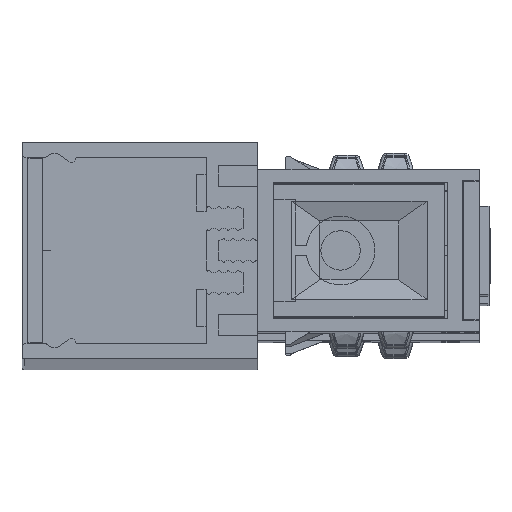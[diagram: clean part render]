
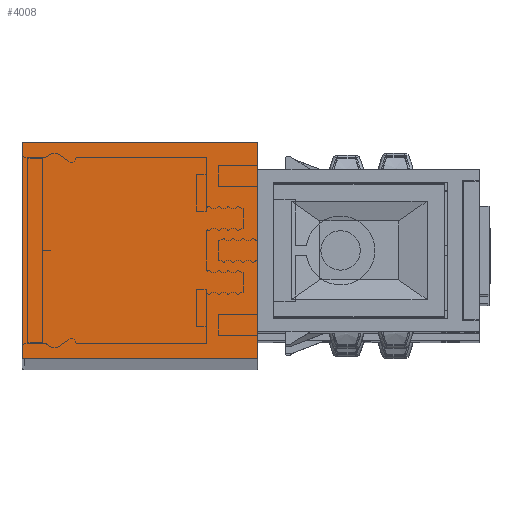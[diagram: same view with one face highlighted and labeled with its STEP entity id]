
A CAD part, top view. The second image highlights one B-rep face of the part: STEP entity #4008.
In plain terms, the highlighted planar face has unit normal (0, 0, 1).
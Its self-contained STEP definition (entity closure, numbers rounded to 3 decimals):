
#168=DIRECTION('',(1.,0.,0.));
#169=VECTOR('',#168,24.);
#170=CARTESIAN_POINT('',(0.,11.,325.25));
#171=LINE('',#170,#169);
#172=DIRECTION('',(0.,-1.,0.));
#173=VECTOR('',#172,22.);
#174=CARTESIAN_POINT('',(24.,11.,325.25));
#175=LINE('',#174,#173);
#176=DIRECTION('',(-1.,0.,0.));
#177=VECTOR('',#176,24.);
#178=CARTESIAN_POINT('',(24.,-11.,325.25));
#179=LINE('',#178,#177);
#180=DIRECTION('',(0.,1.,0.));
#181=VECTOR('',#180,22.);
#182=CARTESIAN_POINT('',(0.,-11.,325.25));
#183=LINE('',#182,#181);
#2800=CARTESIAN_POINT('',(0.,11.,325.25));
#2801=CARTESIAN_POINT('',(24.,11.,325.25));
#2802=VERTEX_POINT('',#2800);
#2803=VERTEX_POINT('',#2801);
#2804=CARTESIAN_POINT('',(24.,-11.,325.25));
#2805=VERTEX_POINT('',#2804);
#2806=CARTESIAN_POINT('',(0.,-11.,325.25));
#2807=VERTEX_POINT('',#2806);
#3995=CARTESIAN_POINT('',(0.,0.,325.25));
#3996=DIRECTION('',(0.,0.,-1.));
#3997=DIRECTION('',(0.,-1.,0.));
#3998=AXIS2_PLACEMENT_3D('',#3995,#3996,#3997);
#3999=PLANE('',#3998);
#4000=ORIENTED_EDGE('',*,*,#3631,.T.);
#4002=ORIENTED_EDGE('',*,*,#4001,.T.);
#4004=ORIENTED_EDGE('',*,*,#4003,.T.);
#4005=ORIENTED_EDGE('',*,*,#3970,.T.);
#4006=EDGE_LOOP('',(#4000,#4002,#4004,#4005));
#4007=FACE_OUTER_BOUND('',#4006,.F.);
#3631=EDGE_CURVE('',#2802,#2803,#171,.T.);
#3970=EDGE_CURVE('',#2807,#2802,#183,.T.);
#4001=EDGE_CURVE('',#2803,#2805,#175,.T.);
#4003=EDGE_CURVE('',#2805,#2807,#179,.T.);
#4008=ADVANCED_FACE('',(#4007),#3999,.F.);
